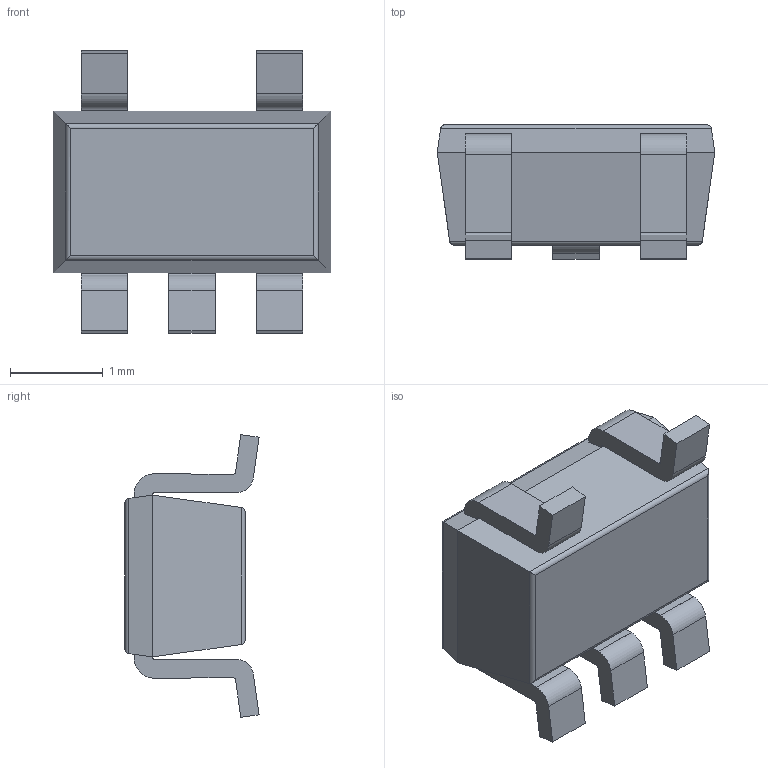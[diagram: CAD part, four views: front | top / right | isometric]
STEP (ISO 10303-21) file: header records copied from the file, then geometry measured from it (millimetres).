
FILE_DESCRIPTION (( 'STEP AP214' ), '1' );
FILE_NAME ('MAX825TEUK+T.STEP', '2022-08-08T09:43:16', ( '' ), ( '' ), 'SwSTEP 2.0', 'SolidWorks 2018', '' );
FILE_SCHEMA (( 'AUTOMOTIVE_DESIGN' ));
Length unit declared in the file: millimetre
Products named in the file (1): MAX825TEUK+T
Bounding box: 3 x 1.45 x 3.06 mm (x, y, z)
Volume: 6.9 mm3; surface area: 33 mm2
Topology: 6 solids, 6 shells, 98 faces, 246 edges, 160 vertices
Faces by surface type: plane 60, cylinder 38
Entity records: 4071 total; most frequent: CARTESIAN_POINT 529, DIRECTION 496, ORIENTED_EDGE 492, EDGE_CURVE 246, LINE 178, VECTOR 178, VERTEX_POINT 160, AXIS2_PLACEMENT_3D 159
